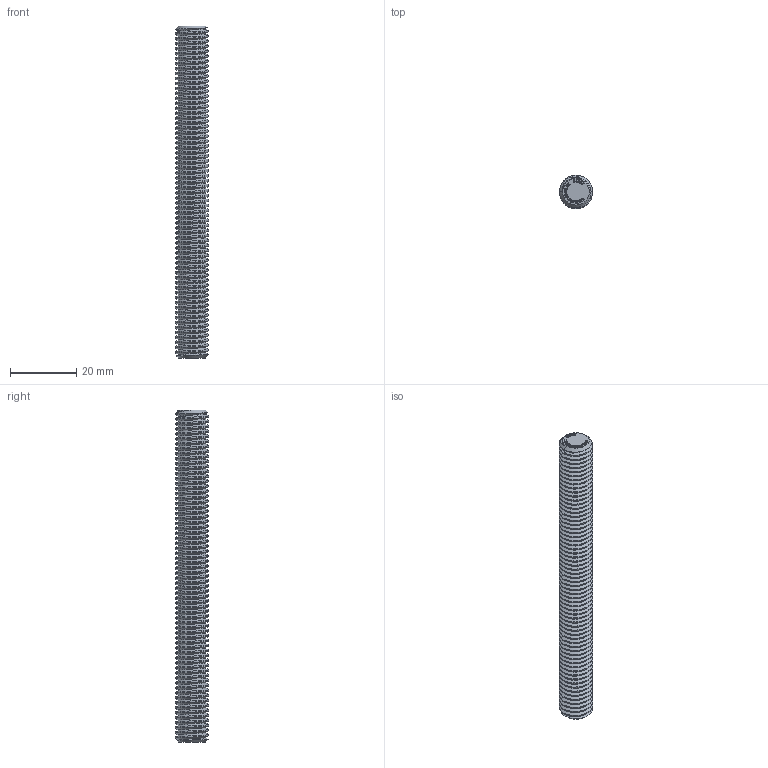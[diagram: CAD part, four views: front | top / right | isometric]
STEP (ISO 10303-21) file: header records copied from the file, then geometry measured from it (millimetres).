
FILE_DESCRIPTION (( 'STEP AP214' ), '1' );
FILE_NAME ('04957-Threaded Rod 304 Stainless Steel M10.STEP', '2019-01-04T03:01:30', ( '' ), ( '' ), 'SwSTEP 2.0', 'SolidWorks 2018', '' );
FILE_SCHEMA (( 'AUTOMOTIVE_DESIGN' ));
Length unit declared in the file: millimetre
Products named in the file (1): 04957-Threaded Rod 304 Stainless Steel M10
Bounding box: 10 x 9.99 x 100 mm (x, y, z)
Volume: 6890 mm3; surface area: 4843.4 mm2
Topology: 1 solids, 1 shells, 403 faces, 1122 edges, 747 vertices
Faces by surface type: plane 164, cylinder 132, bspline 103, cone 4
Entity records: 25809 total; most frequent: CARTESIAN_POINT 16934, ORIENTED_EDGE 2244, DIRECTION 1257, EDGE_CURVE 1122, VERTEX_POINT 747, LINE 641, VECTOR 641, EDGE_LOOP 429
